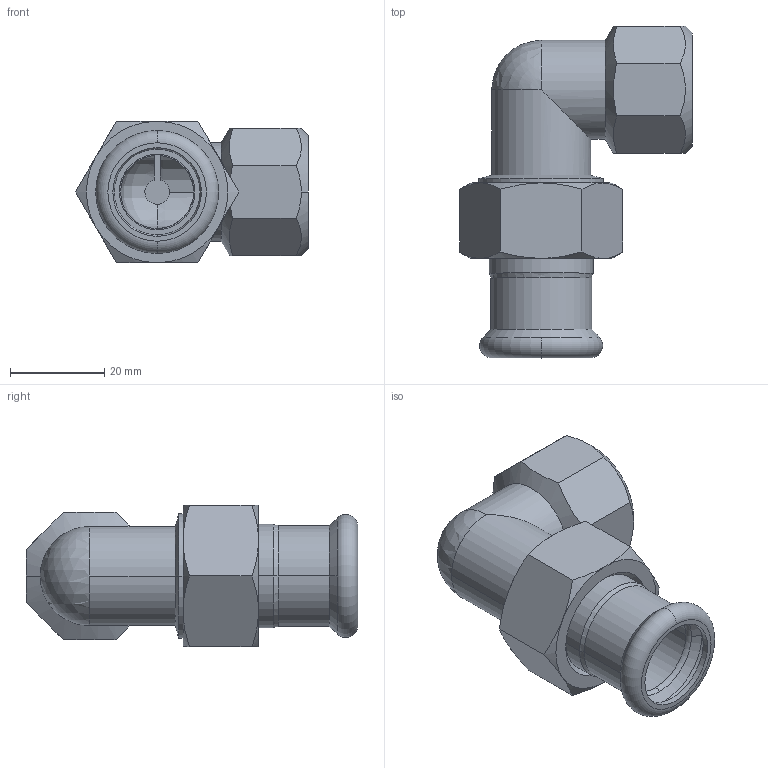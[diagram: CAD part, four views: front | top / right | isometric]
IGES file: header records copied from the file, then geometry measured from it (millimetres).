
Global section: file name: No Iges File Name specified; native system: Autodesk Inventor 2011; preprocessor: AutoDesk Inventor Iges Exporter R2011; author: bruh; date: 20110606.163430; units: millimetre
Bounding box: 49.42 x 70.4 x 30 mm (x, y, z)
Volume: 21559.7 mm3; surface area: 15085.1 mm2
Topology: 2 solids, 2 shells, 104 faces, 257 edges, 159 vertices
Faces by surface type: revolution 27, plane 27, cone 22, cylinder 13, bspline 10, torus 4, sphere 1
